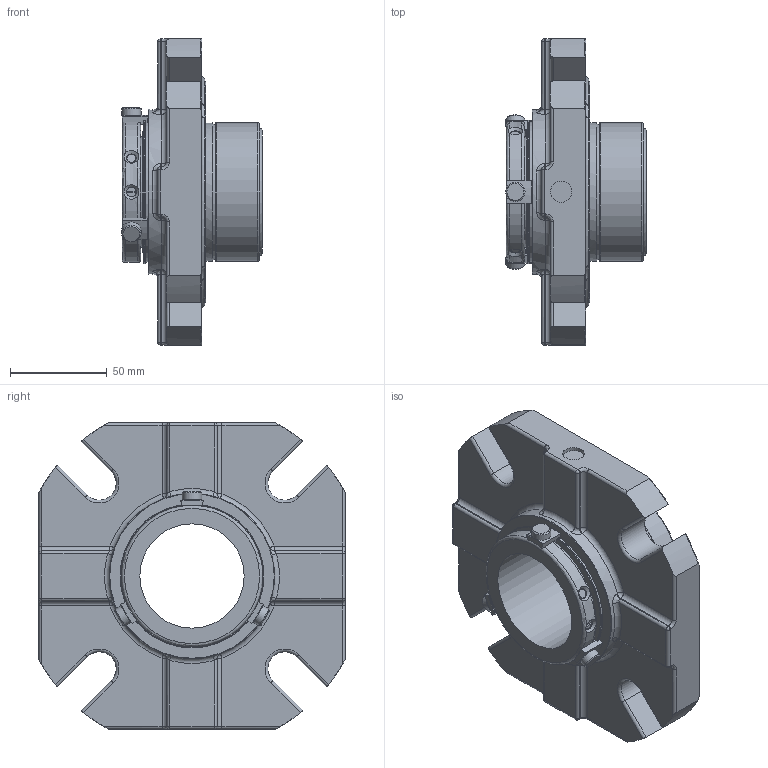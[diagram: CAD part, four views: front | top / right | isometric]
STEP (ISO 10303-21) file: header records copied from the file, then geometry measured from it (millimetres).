
FILE_DESCRIPTION(/* description */ ('Unknown'),/* implementation_level */ '2;1');
FILE_NAME(/* name */ '2.125 CURC ANSI SEAL ARRANGEMENT',/* time_stamp */ '2023-05-16T16:00:14+01:00',/* author */ ('Unknown'),/* organization */ ('Unknown'),/* preprocessor_version */ 'ST-DEVELOPER v18.102',/* originating_system */ 'Solid Edge',/* authorisation */ 'Unknown');
FILE_SCHEMA (('AUTOMOTIVE_DESIGN {1 0 10303 214 3 1 1}'));
Length unit declared in the file: millimetre
Products named in the file (1): 2.125
Bounding box: 72.74 x 158.5 x 158.5 mm (x, y, z)
Volume: 486190.4 mm3; surface area: 82019.4 mm2
Topology: 1 solids, 1 shells, 316 faces, 813 edges, 497 vertices
Faces by surface type: cylinder 116, plane 87, torus 55, cone 30, sphere 16, bspline 12
Full cylindrical faces by diameter (mm): 5 x5, 6 x3, 10 x3, 11 x3, 53.975 x1, 57.125 x1, 62.484 x1, 65.913 x1, 69.952 x1, 71.704 x1, 71.755 x1, 72.974 x1, 74.498 x1, 85.5 x1, 114.3 x1
Entity records: 11760 total; most frequent: CARTESIAN_POINT 2409, DIRECTION 1492, ORIENTED_EDGE 1444, EDGE_CURVE 722, AXIS2_PLACEMENT_3D 632, VERTEX_POINT 469, EDGE_LOOP 391, FACE_BOUND 391
